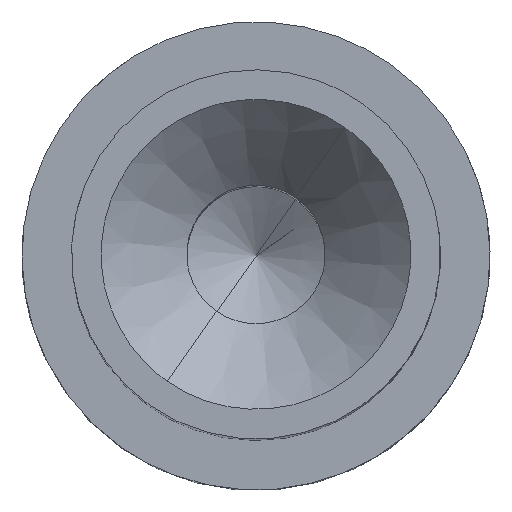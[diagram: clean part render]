
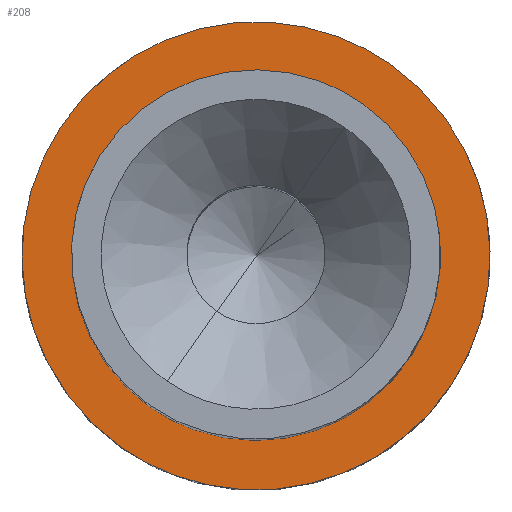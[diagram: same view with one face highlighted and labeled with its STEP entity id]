
A CAD part, top view. The second image highlights one B-rep face of the part: STEP entity #208.
In plain terms, the highlighted planar face has unit normal (0, 0, 1).
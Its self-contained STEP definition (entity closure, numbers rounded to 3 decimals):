
#119=AXIS2_PLACEMENT_3D('Plane Axis2P3D',#116,#117,#118) ;
#37=CARTESIAN_POINT('Control Point',(0.583,0.377,9.5)) ;
#38=CARTESIAN_POINT('Control Point',(0.367,0.528,9.5)) ;
#39=CARTESIAN_POINT('Control Point',(0.21,0.765,9.5)) ;
#40=CARTESIAN_POINT('Control Point',(0.159,1.055,9.5)) ;
#41=CARTESIAN_POINT('Control Point',(0.292,1.606,9.5)) ;
#42=CARTESIAN_POINT('Control Point',(0.765,1.92,9.5)) ;
#43=CARTESIAN_POINT('Control Point',(1.055,1.971,9.5)) ;
#44=CARTESIAN_POINT('Control Point',(1.331,1.904,9.5)) ;
#45=CARTESIAN_POINT('Control Point',(1.547,1.753,9.5)) ;
#46=CARTESIAN_POINT('Vertex',(0.583,0.377,9.5)) ;
#48=CARTESIAN_POINT('Vertex',(1.547,1.753,9.5)) ;
#116=CARTESIAN_POINT('Axis2P3D Location',(1.611,1.845,9.5)) ;
#122=CARTESIAN_POINT('Control Point',(0.454,0.193,9.5)) ;
#123=CARTESIAN_POINT('Control Point',(0.371,0.251,9.5)) ;
#124=CARTESIAN_POINT('Control Point',(0.295,0.318,9.5)) ;
#125=CARTESIAN_POINT('Control Point',(0.228,0.395,9.5)) ;
#126=CARTESIAN_POINT('Control Point',(0.112,0.563,9.5)) ;
#127=CARTESIAN_POINT('Control Point',(0.039,0.753,9.5)) ;
#128=CARTESIAN_POINT('Control Point',(0.014,0.852,9.5)) ;
#129=CARTESIAN_POINT('Control Point',(-0.012,1.054,9.5)) ;
#130=CARTESIAN_POINT('Control Point',(0.01,1.256,9.5)) ;
#131=CARTESIAN_POINT('Control Point',(0.033,1.356,9.5)) ;
#132=CARTESIAN_POINT('Control Point',(0.102,1.547,9.5)) ;
#133=CARTESIAN_POINT('Control Point',(0.214,1.717,9.5)) ;
#134=CARTESIAN_POINT('Control Point',(0.28,1.795,9.5)) ;
#135=CARTESIAN_POINT('Control Point',(0.429,1.934,9.5)) ;
#136=CARTESIAN_POINT('Control Point',(0.606,2.034,9.5)) ;
#137=CARTESIAN_POINT('Control Point',(0.7,2.073,9.5)) ;
#138=CARTESIAN_POINT('Control Point',(0.896,2.129,9.5)) ;
#139=CARTESIAN_POINT('Control Point',(1.1,2.137,9.5)) ;
#140=CARTESIAN_POINT('Control Point',(1.202,2.128,9.5)) ;
#141=CARTESIAN_POINT('Control Point',(1.363,2.096,9.5)) ;
#142=CARTESIAN_POINT('Control Point',(1.515,2.033,9.5)) ;
#143=CARTESIAN_POINT('Control Point',(1.571,2.005,9.5)) ;
#144=CARTESIAN_POINT('Control Point',(1.625,1.973,9.5)) ;
#145=CARTESIAN_POINT('Control Point',(1.676,1.937,9.5)) ;
#146=CARTESIAN_POINT('Vertex',(0.454,0.193,9.5)) ;
#148=CARTESIAN_POINT('Vertex',(1.676,1.937,9.5)) ;
#152=CARTESIAN_POINT('Control Point',(1.676,1.937,9.5)) ;
#153=CARTESIAN_POINT('Control Point',(1.759,1.879,9.5)) ;
#154=CARTESIAN_POINT('Control Point',(1.835,1.812,9.5)) ;
#155=CARTESIAN_POINT('Control Point',(1.902,1.735,9.5)) ;
#156=CARTESIAN_POINT('Control Point',(2.018,1.567,9.5)) ;
#157=CARTESIAN_POINT('Control Point',(2.091,1.377,9.5)) ;
#158=CARTESIAN_POINT('Control Point',(2.116,1.278,9.5)) ;
#159=CARTESIAN_POINT('Control Point',(2.142,1.076,9.5)) ;
#160=CARTESIAN_POINT('Control Point',(2.12,0.874,9.5)) ;
#161=CARTESIAN_POINT('Control Point',(2.097,0.774,9.5)) ;
#162=CARTESIAN_POINT('Control Point',(2.028,0.583,9.5)) ;
#163=CARTESIAN_POINT('Control Point',(1.916,0.413,9.5)) ;
#164=CARTESIAN_POINT('Control Point',(1.85,0.335,9.5)) ;
#165=CARTESIAN_POINT('Control Point',(1.701,0.196,9.5)) ;
#166=CARTESIAN_POINT('Control Point',(1.524,0.096,9.5)) ;
#167=CARTESIAN_POINT('Control Point',(1.43,0.057,9.5)) ;
#168=CARTESIAN_POINT('Control Point',(1.234,0.001,9.5)) ;
#169=CARTESIAN_POINT('Control Point',(1.03,-0.007,9.5)) ;
#170=CARTESIAN_POINT('Control Point',(0.928,0.002,9.5)) ;
#171=CARTESIAN_POINT('Control Point',(0.767,0.034,9.5)) ;
#172=CARTESIAN_POINT('Control Point',(0.615,0.097,9.5)) ;
#173=CARTESIAN_POINT('Control Point',(0.559,0.125,9.5)) ;
#174=CARTESIAN_POINT('Control Point',(0.505,0.157,9.5)) ;
#175=CARTESIAN_POINT('Control Point',(0.454,0.193,9.5)) ;
#182=CARTESIAN_POINT('Control Point',(1.547,1.753,9.5)) ;
#183=CARTESIAN_POINT('Control Point',(1.62,1.702,9.5)) ;
#184=CARTESIAN_POINT('Control Point',(1.687,1.64,9.5)) ;
#185=CARTESIAN_POINT('Control Point',(1.745,1.57,9.5)) ;
#186=CARTESIAN_POINT('Control Point',(1.841,1.417,9.5)) ;
#187=CARTESIAN_POINT('Control Point',(1.893,1.243,9.5)) ;
#188=CARTESIAN_POINT('Control Point',(1.908,1.153,9.5)) ;
#189=CARTESIAN_POINT('Control Point',(1.912,0.972,9.5)) ;
#190=CARTESIAN_POINT('Control Point',(1.869,0.796,9.5)) ;
#191=CARTESIAN_POINT('Control Point',(1.835,0.712,9.5)) ;
#192=CARTESIAN_POINT('Control Point',(1.747,0.554,9.5)) ;
#193=CARTESIAN_POINT('Control Point',(1.62,0.424,9.5)) ;
#194=CARTESIAN_POINT('Control Point',(1.548,0.369,9.5)) ;
#195=CARTESIAN_POINT('Control Point',(1.391,0.278,9.5)) ;
#196=CARTESIAN_POINT('Control Point',(1.216,0.231,9.5)) ;
#197=CARTESIAN_POINT('Control Point',(1.126,0.22,9.5)) ;
#198=CARTESIAN_POINT('Control Point',(0.956,0.221,9.5)) ;
#199=CARTESIAN_POINT('Control Point',(0.792,0.265,9.5)) ;
#200=CARTESIAN_POINT('Control Point',(0.718,0.294,9.5)) ;
#201=CARTESIAN_POINT('Control Point',(0.648,0.332,9.5)) ;
#202=CARTESIAN_POINT('Control Point',(0.583,0.377,9.5)) ;
#117=DIRECTION('Axis2P3D Direction',(0.,0.,1.)) ;
#118=DIRECTION('Axis2P3D XDirection',(-0.574,-0.819,0.)) ;
#178=ORIENTED_EDGE('',*,*,#150,.F.) ;
#179=ORIENTED_EDGE('',*,*,#176,.F.) ;
#205=ORIENTED_EDGE('',*,*,#50,.T.) ;
#206=ORIENTED_EDGE('',*,*,#203,.T.) ;
#207=FACE_BOUND('',#204,.T.) ;
#208=ADVANCED_FACE('Hauptkoerper',(#180,#207),#120,.T.) ;
#36=B_SPLINE_CURVE_WITH_KNOTS('',5,(#37,#38,#39,#40,#41,#42,#43,#44,#45),.UNSPECIFIED.,.F.,.U.,(6,3,6),(-1.319,0.,1.319),.UNSPECIFIED.) ;
#121=B_SPLINE_CURVE_WITH_KNOTS('',5,(#122,#123,#124,#125,#126,#127,#128,#129,#130,#131,#132,#133,#134,#135,#136,#137,#138,#139,#140,#141,#142,#143,#144,#145),.UNSPECIFIED.,.F.,.U.,(6,3,3,3,3,3,3,6),(0.,0.715,1.43,2.145,2.86,3.575,4.29,4.731),.UNSPECIFIED.) ;
#151=B_SPLINE_CURVE_WITH_KNOTS('',5,(#152,#153,#154,#155,#156,#157,#158,#159,#160,#161,#162,#163,#164,#165,#166,#167,#168,#169,#170,#171,#172,#173,#174,#175),.UNSPECIFIED.,.F.,.U.,(6,3,3,3,3,3,3,6),(0.,0.715,1.43,2.145,2.86,3.575,4.29,4.731),.UNSPECIFIED.) ;
#181=B_SPLINE_CURVE_WITH_KNOTS('',5,(#182,#183,#184,#185,#186,#187,#188,#189,#190,#191,#192,#193,#194,#195,#196,#197,#198,#199,#200,#201,#202),.UNSPECIFIED.,.F.,.U.,(6,3,3,3,3,3,6),(0.,0.635,1.27,1.905,2.54,3.175,3.732),.UNSPECIFIED.) ;
#50=EDGE_CURVE('',#47,#49,#36,.T.) ;
#150=EDGE_CURVE('',#147,#149,#121,.T.) ;
#176=EDGE_CURVE('',#149,#147,#151,.T.) ;
#203=EDGE_CURVE('',#49,#47,#181,.T.) ;
#177=EDGE_LOOP('',(#178,#179)) ;
#204=EDGE_LOOP('',(#205,#206)) ;
#180=FACE_OUTER_BOUND('',#177,.T.) ;
#120=PLANE('',#119) ;
#47=VERTEX_POINT('',#46) ;
#49=VERTEX_POINT('',#48) ;
#147=VERTEX_POINT('',#146) ;
#149=VERTEX_POINT('',#148) ;
